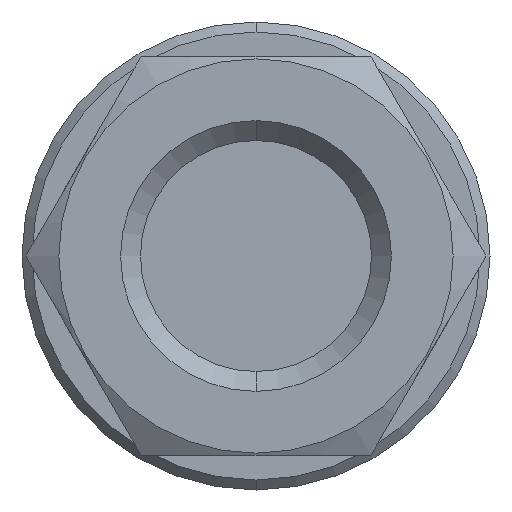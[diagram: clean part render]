
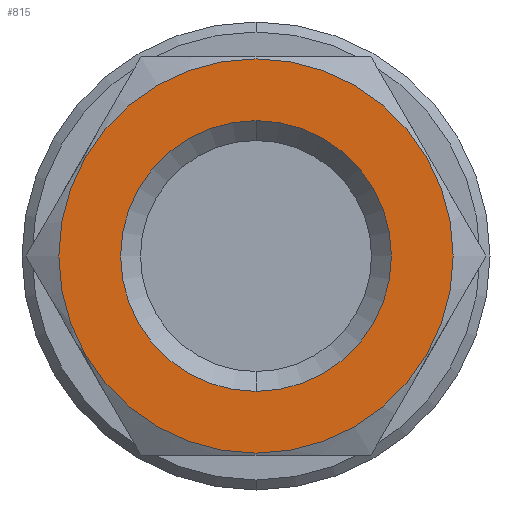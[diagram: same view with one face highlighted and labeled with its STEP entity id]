
A CAD part, front view. The second image highlights one B-rep face of the part: STEP entity #815.
In plain terms, the highlighted planar face has unit normal (0, -1, 0).
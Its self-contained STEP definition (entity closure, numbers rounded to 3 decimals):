
#52 = EDGE_CURVE ( 'NONE', #2582, #2555, #1667, .T. ) ;
#61 = EDGE_CURVE ( 'NONE', #2587, #2588, #1712, .T. ) ;
#62 = EDGE_CURVE ( 'NONE', #2555, #2582, #1702, .T. ) ;
#201 = CARTESIAN_POINT ( 'NONE',  ( 0., -29.5, 0. ) ) ;
#202 = DIRECTION ( 'NONE',  ( 0., -1., 0. ) ) ;
#203 = DIRECTION ( 'NONE',  ( 0., 0., -1. ) ) ;
#608 = FACE_BOUND ( 'NONE', #2399, .T. ) ;
#609 = FACE_OUTER_BOUND ( 'NONE', #2442, .T. ) ;
#733 = EDGE_CURVE ( 'NONE', #2588, #2587, #2291, .T. ) ;
#815 = ADVANCED_FACE ( 'NONE', ( #608, #609 ), #1071, .T. ) ;
#1071 = PLANE ( 'NONE',  #1885 ) ;
#1072 = CARTESIAN_POINT ( 'NONE',  ( 9.9, -29.5, 0. ) ) ;
#1073 = DIRECTION ( 'NONE',  ( 0., -1., 0. ) ) ;
#1074 = DIRECTION ( 'NONE',  ( 0., 0., -1. ) ) ;
#1386 = CARTESIAN_POINT ( 'NONE',  ( 0., -29.5, -6.8 ) ) ;
#1413 = CARTESIAN_POINT ( 'NONE',  ( 0., -29.5, 6.8 ) ) ;
#1418 = CARTESIAN_POINT ( 'NONE',  ( 0., -29.5, 9.9 ) ) ;
#1419 = CARTESIAN_POINT ( 'NONE',  ( 0., -29.5, -9.9 ) ) ;
#1666 = AXIS2_PLACEMENT_3D ( 'NONE', #1926, #1927, #1928 ) ;
#1667 = CIRCLE ( 'NONE', #1666, 6.8 ) ;
#1701 = AXIS2_PLACEMENT_3D ( 'NONE', #1962, #1963, #1964 ) ;
#1702 = CIRCLE ( 'NONE', #1708, 6.8 ) ;
#1708 = AXIS2_PLACEMENT_3D ( 'NONE', #1965, #1966, #1967 ) ;
#1712 = CIRCLE ( 'NONE', #1701, 9.9 ) ;
#1755 = ORIENTED_EDGE ( 'NONE', *, *, #52, .F. ) ;
#1762 = ORIENTED_EDGE ( 'NONE', *, *, #62, .F. ) ;
#1764 = ORIENTED_EDGE ( 'NONE', *, *, #61, .T. ) ;
#1779 = ORIENTED_EDGE ( 'NONE', *, *, #733, .T. ) ;
#1885 = AXIS2_PLACEMENT_3D ( 'NONE', #1072, #1073, #1074 ) ;
#1926 = CARTESIAN_POINT ( 'NONE',  ( 0., -29.5, 0. ) ) ;
#1927 = DIRECTION ( 'NONE',  ( 0., -1., 0. ) ) ;
#1928 = DIRECTION ( 'NONE',  ( 0., 0., -1. ) ) ;
#1962 = CARTESIAN_POINT ( 'NONE',  ( 0., -29.5, 0. ) ) ;
#1963 = DIRECTION ( 'NONE',  ( 0., -1., 0. ) ) ;
#1964 = DIRECTION ( 'NONE',  ( 0., 0., -1. ) ) ;
#1965 = CARTESIAN_POINT ( 'NONE',  ( 0., -29.5, 0. ) ) ;
#1966 = DIRECTION ( 'NONE',  ( 0., -1., 0. ) ) ;
#1967 = DIRECTION ( 'NONE',  ( 0., 0., -1. ) ) ;
#2280 = AXIS2_PLACEMENT_3D ( 'NONE', #201, #202, #203 ) ;
#2291 = CIRCLE ( 'NONE', #2280, 9.9 ) ;
#2399 = EDGE_LOOP ( 'NONE', ( #1762, #1755 ) ) ;
#2442 = EDGE_LOOP ( 'NONE', ( #1764, #1779 ) ) ;
#2555 = VERTEX_POINT ( 'NONE', #1386 ) ;
#2582 = VERTEX_POINT ( 'NONE', #1413 ) ;
#2587 = VERTEX_POINT ( 'NONE', #1418 ) ;
#2588 = VERTEX_POINT ( 'NONE', #1419 ) ;
